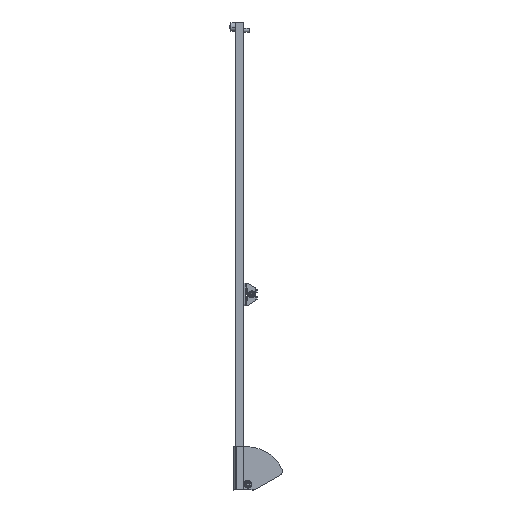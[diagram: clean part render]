
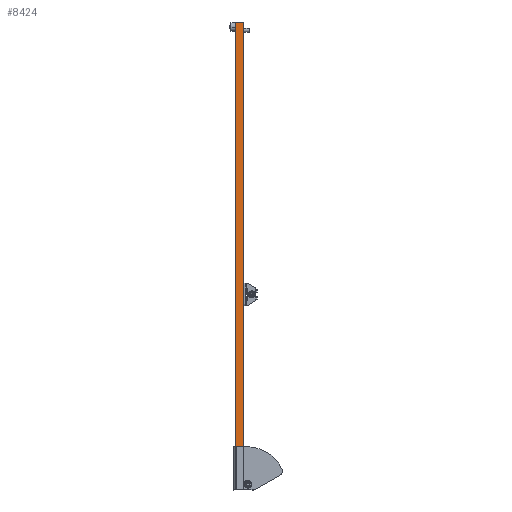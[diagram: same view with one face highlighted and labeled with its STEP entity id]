
A CAD part, left-side view. The second image highlights one B-rep face of the part: STEP entity #8424.
In plain terms, the highlighted planar face has unit normal (-1, 0, 0).
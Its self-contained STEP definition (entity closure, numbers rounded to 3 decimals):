
#148 = FACE_OUTER_BOUND ( 'NONE', #15490, .T. ) ;
#961 = LINE ( 'NONE', #5798, #14467 ) ;
#2053 = CARTESIAN_POINT ( 'NONE',  ( -327.5, 10., 271.5 ) ) ;
#2158 = ORIENTED_EDGE ( 'NONE', *, *, #8527, .T. ) ;
#2840 = CARTESIAN_POINT ( 'NONE',  ( -327.5, 0., 271.5 ) ) ;
#3563 = DIRECTION ( 'NONE',  ( 0., 0., -1. ) ) ;
#3798 = VECTOR ( 'NONE', #11179, 1000. ) ;
#4679 = DIRECTION ( 'NONE',  ( 1., 0., 0. ) ) ;
#5798 = CARTESIAN_POINT ( 'NONE',  ( -327.5, 10., -271.5 ) ) ;
#5944 = CARTESIAN_POINT ( 'NONE',  ( -327.5, 10., 271.5 ) ) ;
#7088 = EDGE_CURVE ( 'NONE', #8276, #12185, #8160, .T. ) ;
#7994 = CARTESIAN_POINT ( 'NONE',  ( -327.5, 0., -271.5 ) ) ;
#8116 = DIRECTION ( 'NONE',  ( 0., -1., 0. ) ) ;
#8160 = LINE ( 'NONE', #5944, #14167 ) ;
#8276 = VERTEX_POINT ( 'NONE', #2053 ) ;
#8424 = ADVANCED_FACE ( 'NONE', ( #148 ), #15558, .F. ) ;
#8527 = EDGE_CURVE ( 'NONE', #9095, #12185, #8885, .T. ) ;
#8885 = LINE ( 'NONE', #9995, #3798 ) ;
#9095 = VERTEX_POINT ( 'NONE', #7994 ) ;
#9372 = DIRECTION ( 'NONE',  ( 0., 0., 1. ) ) ;
#9820 = CARTESIAN_POINT ( 'NONE',  ( -327.5, 10., -271.5 ) ) ;
#9995 = CARTESIAN_POINT ( 'NONE',  ( -327.5, 0., -271.5 ) ) ;
#10178 = ORIENTED_EDGE ( 'NONE', *, *, #7088, .F. ) ;
#10697 = VECTOR ( 'NONE', #9372, 1000. ) ;
#11179 = DIRECTION ( 'NONE',  ( 0., 0., 1. ) ) ;
#11984 = EDGE_CURVE ( 'NONE', #12468, #8276, #12076, .T. ) ;
#12076 = LINE ( 'NONE', #13259, #10697 ) ;
#12185 = VERTEX_POINT ( 'NONE', #2840 ) ;
#12468 = VERTEX_POINT ( 'NONE', #9820 ) ;
#13175 = CARTESIAN_POINT ( 'NONE',  ( -327.5, 10., -271.5 ) ) ;
#13259 = CARTESIAN_POINT ( 'NONE',  ( -327.5, 10., -271.5 ) ) ;
#14167 = VECTOR ( 'NONE', #14598, 1000. ) ;
#14209 = AXIS2_PLACEMENT_3D ( 'NONE', #13175, #4679, #3563 ) ;
#14467 = VECTOR ( 'NONE', #8116, 1000. ) ;
#14598 = DIRECTION ( 'NONE',  ( 0., -1., 0. ) ) ;
#14781 = ORIENTED_EDGE ( 'NONE', *, *, #11984, .F. ) ;
#14897 = EDGE_CURVE ( 'NONE', #12468, #9095, #961, .T. ) ;
#15490 = EDGE_LOOP ( 'NONE', ( #2158, #10178, #14781, #15688 ) ) ;
#15558 = PLANE ( 'NONE',  #14209 ) ;
#15688 = ORIENTED_EDGE ( 'NONE', *, *, #14897, .T. ) ;
